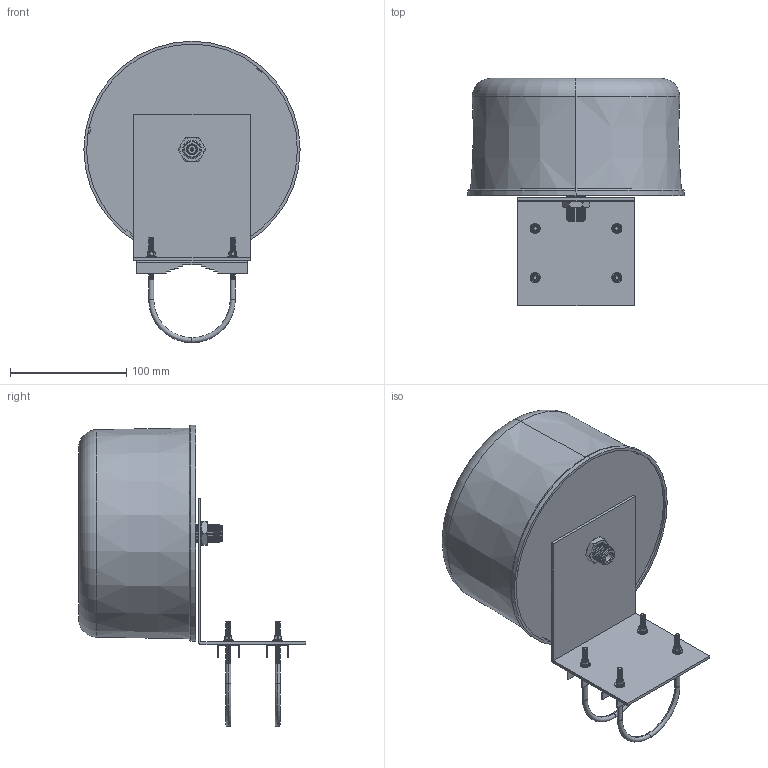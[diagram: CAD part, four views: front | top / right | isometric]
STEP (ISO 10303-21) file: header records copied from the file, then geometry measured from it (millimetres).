
FILE_DESCRIPTION (( 'STEP AP214' ), '1' );
FILE_NAME ('HG72704U.STEP', '2013-02-22T14:21:32', ( 'x' ), ( '' ), 'SwSTEP 2.0', 'SolidWorks 2012', '' );
FILE_SCHEMA (( 'AUTOMOTIVE_DESIGN' ));
Length unit declared in the file: inch
Products named in the file (5): HG72704U_UboltBracket; HG72704U_Ubolt; HG72704U_AngleBracket; HG72704U_Antenna; HG72704U
Assembly tree (6 placements, depth 2):
  HG72704U
    HG72704U_Antenna
    HG72704U_AngleBracket
    HG72704U_Ubolt  x2
    HG72704U_UboltBracket  x2
Bounding box: 185.74 x 195.38 x 258.92 mm (x, y, z)
Volume: 2538870.4 mm3; surface area: 175802.1 mm2
Topology: 7 solids, 8 shells, 1074 faces, 2413 edges, 1387 vertices
Faces by surface type: cone 656, plane 266, cylinder 110, torus 42
Entity records: 23057 total; most frequent: CARTESIAN_POINT 3801, DIRECTION 3569, ORIENTED_EDGE 3178, EDGE_CURVE 1589, AXIS2_PLACEMENT_3D 1325, VERTEX_POINT 925, LINE 919, VECTOR 919
